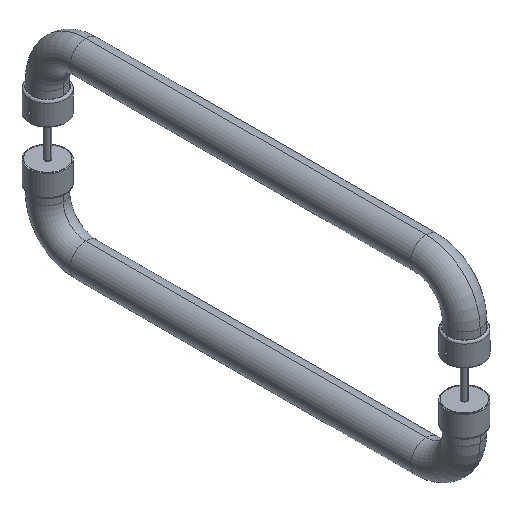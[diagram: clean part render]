
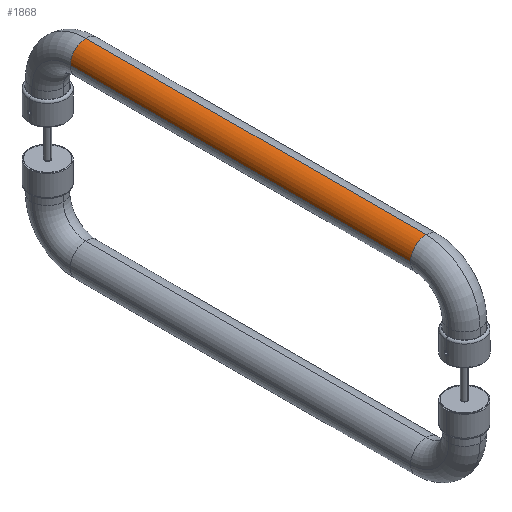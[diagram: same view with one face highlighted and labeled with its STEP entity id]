
A CAD part, isometric view. The second image highlights one B-rep face of the part: STEP entity #1868.
In plain terms, the highlighted cylindrical face has radius 16 mm (diameter 32 mm), a partial arc.
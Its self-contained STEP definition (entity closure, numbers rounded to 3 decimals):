
#134 = EDGE_LOOP ( 'NONE', ( #184, #187, #186, #189 ) ) ;
#184 = ORIENTED_EDGE ( 'NONE', *, *, #5852, .F. ) ;
#186 = ORIENTED_EDGE ( 'NONE', *, *, #5853, .F. ) ;
#187 = ORIENTED_EDGE ( 'NONE', *, *, #5925, .T. ) ;
#189 = ORIENTED_EDGE ( 'NONE', *, *, #5854, .F. ) ;
#429 = VERTEX_POINT ( 'NONE', #1296 ) ;
#431 = VERTEX_POINT ( 'NONE', #1298 ) ;
#434 = VERTEX_POINT ( 'NONE', #1301 ) ;
#437 = VERTEX_POINT ( 'NONE', #1304 ) ;
#1296 = CARTESIAN_POINT ( 'NONE',  ( 0., 173.5, 65. ) ) ;
#1298 = CARTESIAN_POINT ( 'NONE',  ( -16., 173.5, 49. ) ) ;
#1301 = CARTESIAN_POINT ( 'NONE',  ( 0., -173.5, 65. ) ) ;
#1304 = CARTESIAN_POINT ( 'NONE',  ( -16., -173.5, 49. ) ) ;
#1868 = ADVANCED_FACE ( 'NONE', ( #2373 ), #2377, .T. ) ;
#2114 = CIRCLE ( 'NONE', #3906, 16. ) ;
#2150 = CIRCLE ( 'NONE', #4009, 16. ) ;
#2373 = FACE_OUTER_BOUND ( 'NONE', #134, .T. ) ;
#2376 = AXIS2_PLACEMENT_3D ( 'NONE', #2658, #2659, #2660 ) ;
#2377 = CYLINDRICAL_SURFACE ( 'NONE', #2376, 16. ) ;
#2658 = CARTESIAN_POINT ( 'NONE',  ( 0., 173.5, 49. ) ) ;
#2659 = DIRECTION ( 'NONE',  ( 0., -1., 0. ) ) ;
#2660 = DIRECTION ( 'NONE',  ( 0., 0., -1. ) ) ;
#3544 = CARTESIAN_POINT ( 'NONE',  ( 0., -173.5, 49. ) ) ;
#3545 = LINE ( 'NONE', #3546, #3907 ) ;
#3546 = CARTESIAN_POINT ( 'NONE',  ( 0., 173.5, 65. ) ) ;
#3547 = DIRECTION ( 'NONE',  ( 0., -1., 0. ) ) ;
#3548 = LINE ( 'NONE', #3549, #3908 ) ;
#3549 = CARTESIAN_POINT ( 'NONE',  ( -16., 173.5, 49. ) ) ;
#3550 = DIRECTION ( 'NONE',  ( 0., 1., 0. ) ) ;
#3551 = DIRECTION ( 'NONE',  ( 0., -1., 0. ) ) ;
#3552 = DIRECTION ( 'NONE',  ( 1., 0., 0. ) ) ;
#3906 = AXIS2_PLACEMENT_3D ( 'NONE', #3544, #3551, #3552 ) ;
#3907 = VECTOR ( 'NONE', #3547, 1000. ) ;
#3908 = VECTOR ( 'NONE', #3550, 1000. ) ;
#4009 = AXIS2_PLACEMENT_3D ( 'NONE', #4224, #4225, #4226 ) ;
#4224 = CARTESIAN_POINT ( 'NONE',  ( 0., 173.5, 49. ) ) ;
#4225 = DIRECTION ( 'NONE',  ( 0., -1., 0. ) ) ;
#4226 = DIRECTION ( 'NONE',  ( 0., 0., -1. ) ) ;
#5852 = EDGE_CURVE ( 'NONE', #429, #434, #3545, .T. ) ;
#5853 = EDGE_CURVE ( 'NONE', #437, #431, #3548, .T. ) ;
#5854 = EDGE_CURVE ( 'NONE', #434, #437, #2114, .T. ) ;
#5925 = EDGE_CURVE ( 'NONE', #429, #431, #2150, .T. ) ;
